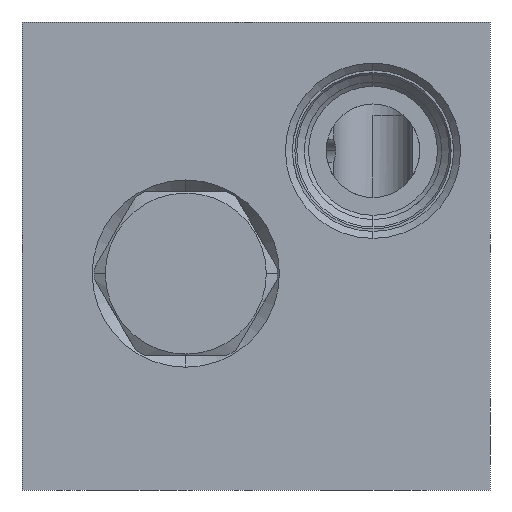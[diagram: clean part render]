
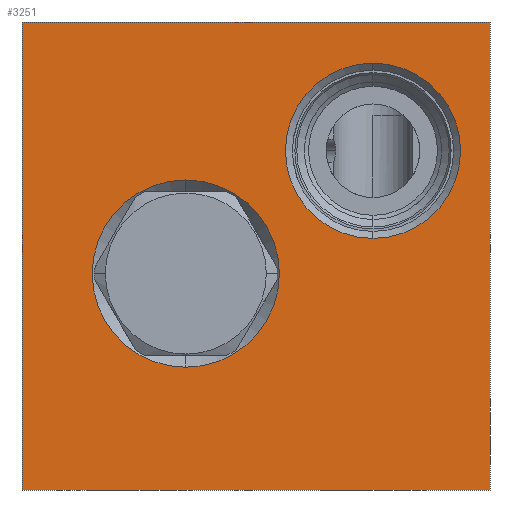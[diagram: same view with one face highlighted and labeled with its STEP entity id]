
A CAD part, front view. The second image highlights one B-rep face of the part: STEP entity #3251.
In plain terms, the highlighted planar face has unit normal (0, -1, 0).
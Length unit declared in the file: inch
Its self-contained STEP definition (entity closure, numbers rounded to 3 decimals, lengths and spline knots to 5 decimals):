
#5=DIRECTION('',(1.,0.,0.));
#6=VECTOR('',#5,2.5);
#7=CARTESIAN_POINT('',(0.,-4.,0.));
#8=LINE('',#7,#6);
#115=DIRECTION('',(0.,0.,1.));
#116=VECTOR('',#115,2.5);
#117=CARTESIAN_POINT('',(2.5,-4.,0.));
#118=LINE('',#117,#116);
#139=DIRECTION('',(0.,0.,1.));
#140=VECTOR('',#139,2.5);
#141=CARTESIAN_POINT('',(0.,-4.,0.));
#142=LINE('',#141,#140);
#143=CARTESIAN_POINT('',(1.875,-4.,1.812));
#144=DIRECTION('',(0.,1.,0.));
#145=DIRECTION('',(0.,0.,-1.));
#146=AXIS2_PLACEMENT_3D('',#143,#144,#145);
#148=CARTESIAN_POINT('',(1.875,-4.,1.812));
#149=DIRECTION('',(0.,1.,0.));
#150=DIRECTION('',(0.,0.,1.));
#151=AXIS2_PLACEMENT_3D('',#148,#149,#150);
#153=CARTESIAN_POINT('',(0.875,-4.,1.156));
#154=DIRECTION('',(0.,1.,0.));
#155=DIRECTION('',(0.,0.,-1.));
#156=AXIS2_PLACEMENT_3D('',#153,#154,#155);
#158=CARTESIAN_POINT('',(0.875,-4.,1.156));
#159=DIRECTION('',(0.,1.,0.));
#160=DIRECTION('',(0.,0.,1.));
#161=AXIS2_PLACEMENT_3D('',#158,#159,#160);
#175=DIRECTION('',(1.,0.,0.));
#176=VECTOR('',#175,2.5);
#177=CARTESIAN_POINT('',(0.,-4.,2.5));
#178=LINE('',#177,#176);
#2722=CARTESIAN_POINT('',(0.,-4.,0.));
#2724=VERTEX_POINT('',#2722);
#2725=CARTESIAN_POINT('',(2.5,-4.,0.));
#2726=VERTEX_POINT('',#2725);
#2730=CARTESIAN_POINT('',(0.,-4.,2.5));
#2732=VERTEX_POINT('',#2730);
#2733=CARTESIAN_POINT('',(2.5,-4.,2.5));
#2734=VERTEX_POINT('',#2733);
#2942=CARTESIAN_POINT('',(1.875,-4.,1.344));
#2943=CARTESIAN_POINT('',(1.875,-4.,2.28));
#2944=VERTEX_POINT('',#2942);
#2945=VERTEX_POINT('',#2943);
#3016=CARTESIAN_POINT('',(0.875,-4.,0.656));
#3017=VERTEX_POINT('',#3016);
#3018=CARTESIAN_POINT('',(0.875,-4.,1.656));
#3019=VERTEX_POINT('',#3018);
#3227=CARTESIAN_POINT('',(0.,-4.,0.));
#3228=DIRECTION('',(0.,-1.,0.));
#3229=DIRECTION('',(1.,0.,0.));
#3230=AXIS2_PLACEMENT_3D('',#3227,#3228,#3229);
#3231=PLANE('',#3230);
#3232=ORIENTED_EDGE('',*,*,#3109,.F.);
#3233=ORIENTED_EDGE('',*,*,#3158,.T.);
#3235=ORIENTED_EDGE('',*,*,#3234,.T.);
#3236=ORIENTED_EDGE('',*,*,#3207,.F.);
#3237=EDGE_LOOP('',(#3232,#3233,#3235,#3236));
#3238=FACE_OUTER_BOUND('',#3237,.F.);
#3240=ORIENTED_EDGE('',*,*,#3239,.F.);
#3242=ORIENTED_EDGE('',*,*,#3241,.F.);
#3243=EDGE_LOOP('',(#3240,#3242));
#3244=FACE_BOUND('',#3243,.F.);
#3246=ORIENTED_EDGE('',*,*,#3245,.F.);
#3248=ORIENTED_EDGE('',*,*,#3247,.F.);
#3249=EDGE_LOOP('',(#3246,#3248));
#3250=FACE_BOUND('',#3249,.F.);
#3251=ADVANCED_FACE('',(#3238,#3244,#3250),#3231,.T.);
#147=CIRCLE('',#146,0.468);
#152=CIRCLE('',#151,0.468);
#157=CIRCLE('',#156,0.5);
#162=CIRCLE('',#161,0.5);
#3109=EDGE_CURVE('',#2724,#2726,#8,.T.);
#3158=EDGE_CURVE('',#2724,#2732,#142,.T.);
#3207=EDGE_CURVE('',#2726,#2734,#118,.T.);
#3234=EDGE_CURVE('',#2732,#2734,#178,.T.);
#3239=EDGE_CURVE('',#2944,#2945,#147,.T.);
#3241=EDGE_CURVE('',#2945,#2944,#152,.T.);
#3245=EDGE_CURVE('',#3017,#3019,#157,.T.);
#3247=EDGE_CURVE('',#3019,#3017,#162,.T.);
